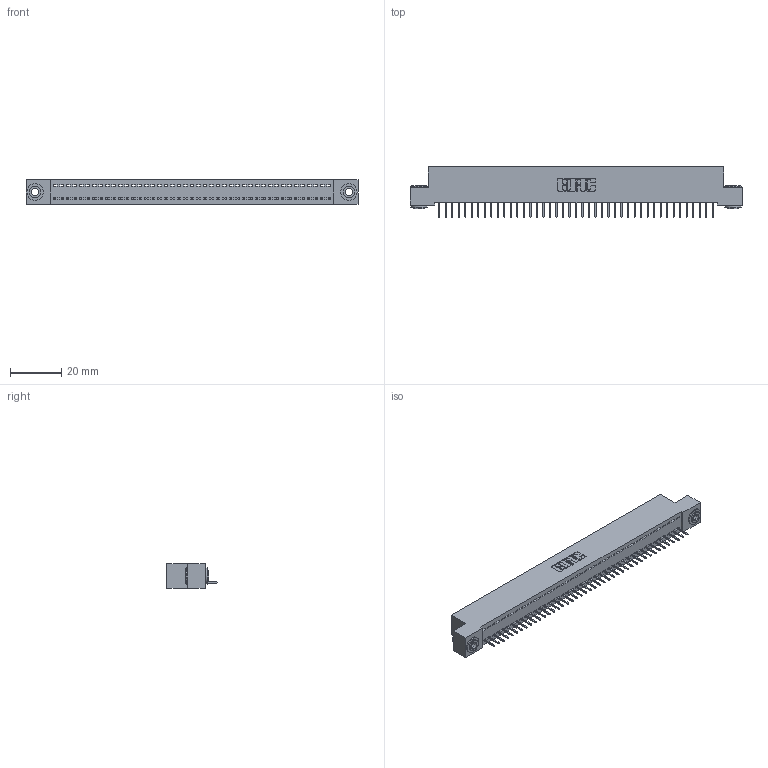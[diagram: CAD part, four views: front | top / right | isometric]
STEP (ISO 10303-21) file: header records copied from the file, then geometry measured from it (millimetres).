
FILE_DESCRIPTION (( 'STEP AP203' ), '1' );
FILE_NAME ('342-043-524-103.STEP', '2019-10-02T18:32:42', ( '' ), ( '' ), 'SwSTEP 2.0', 'SolidWorks 2016', '' );
FILE_SCHEMA (( 'CONFIG_CONTROL_DESIGN' ));
Length unit declared in the file: inch
Products named in the file (4): 342 Part_.156 TH; 345-292-001_345-293-124; 342-250-002_345-250-002-102; 342-043-524-103
Assembly tree (46 placements, depth 2):
  342-043-524-103
    342 Part_.156 TH
    345-292-001_345-293-124  x43
    342-250-002_345-250-002-102  x2
Bounding box: 129.54 x 19.69 x 9.4 mm (x, y, z)
Volume: 11214.7 mm3; surface area: 16185.5 mm2
Topology: 46 solids, 46 shells, 2814 faces, 8115 edges, 5234 vertices
Faces by surface type: plane 2140, cylinder 666, cone 8
Entity records: 26750 total; most frequent: CARTESIAN_POINT 4590, ORIENTED_EDGE 4562, DIRECTION 3905, EDGE_CURVE 2281, LINE 2133, VECTOR 2133, VERTEX_POINT 1514, AXIS2_PLACEMENT_3D 886
